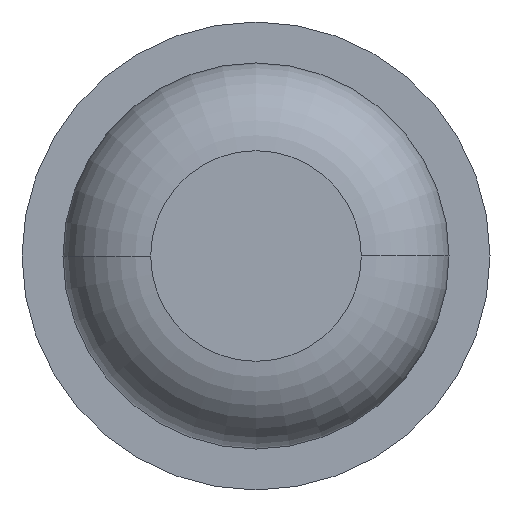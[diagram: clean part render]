
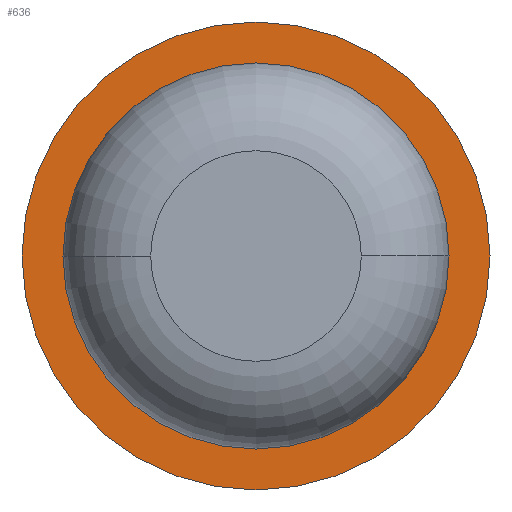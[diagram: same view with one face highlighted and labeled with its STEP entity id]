
A CAD part, front view. The second image highlights one B-rep face of the part: STEP entity #636.
In plain terms, the highlighted planar face has unit normal (0, -1, 0).
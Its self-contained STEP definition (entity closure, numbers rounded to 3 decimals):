
#5 = DIRECTION ( 'NONE',  ( 0., 1., 0. ) ) ;
#91 = VERTEX_POINT ( 'NONE', #1377 ) ;
#408 = DIRECTION ( 'NONE',  ( 0., 1., 0. ) ) ;
#518 = DIRECTION ( 'NONE',  ( 0., 1., 0. ) ) ;
#539 = ORIENTED_EDGE ( 'NONE', *, *, #1712, .F. ) ;
#636 = ADVANCED_FACE ( 'Defeature ausgef�hrt1_7', ( #857, #658 ), #3947, .F. ) ;
#658 = FACE_BOUND ( 'NONE', #3733, .T. ) ;
#668 = AXIS2_PLACEMENT_3D ( 'NONE', #2056, #5, #3357 ) ;
#729 = EDGE_CURVE ( 'Defeature ausgef�hrt1_7+Defeature ausgef�hrt1_0+Defeature ausgef�hrt1_0+Defeature ausgef�hrt1_0', #1891, #2916, #1394, .T. ) ;
#730 = DIRECTION ( 'NONE',  ( -1., 0., 0. ) ) ;
#853 = DIRECTION ( 'NONE',  ( -1., 0., 0. ) ) ;
#857 = FACE_OUTER_BOUND ( 'NONE', #1143, .T. ) ;
#1143 = EDGE_LOOP ( 'NONE', ( #539, #1822 ) ) ;
#1377 = CARTESIAN_POINT ( 'NONE',  ( -1., -6., 0. ) ) ;
#1394 = CIRCLE ( 'NONE', #2751, 0.825 ) ;
#1405 = EDGE_CURVE ( 'Defeature ausgef�hrt1_7+Defeature ausgef�hrt1_0+Defeature ausgef�hrt1_0+Defeature ausgef�hrt1_0', #2916, #1891, #2064, .T. ) ;
#1492 = ORIENTED_EDGE ( 'NONE', *, *, #1405, .T. ) ;
#1573 = VERTEX_POINT ( 'NONE', #2726 ) ;
#1712 = EDGE_CURVE ( 'Defeature ausgef�hrt1_8+Defeature ausgef�hrt1_7+Defeature ausgef�hrt1_7+Defeature ausgef�hrt1_7', #91, #1573, #3037, .T. ) ;
#1822 = ORIENTED_EDGE ( 'NONE', *, *, #2907, .F. ) ;
#1891 = VERTEX_POINT ( 'NONE', #3811 ) ;
#2056 = CARTESIAN_POINT ( 'NONE',  ( 0.825, -6., 0. ) ) ;
#2064 = CIRCLE ( 'NONE', #2079, 0.825 ) ;
#2079 = AXIS2_PLACEMENT_3D ( 'NONE', #3624, #3656, #2664 ) ;
#2372 = CARTESIAN_POINT ( 'NONE',  ( 0., -6., 0. ) ) ;
#2384 = AXIS2_PLACEMENT_3D ( 'NONE', #3461, #518, #853 ) ;
#2428 = CARTESIAN_POINT ( 'NONE',  ( -0.825, -6., 0. ) ) ;
#2664 = DIRECTION ( 'NONE',  ( -1., 0., 0. ) ) ;
#2726 = CARTESIAN_POINT ( 'NONE',  ( 1., -6., 0. ) ) ;
#2748 = DIRECTION ( 'NONE',  ( -1., 0., 0. ) ) ;
#2751 = AXIS2_PLACEMENT_3D ( 'NONE', #3043, #3798, #2748 ) ;
#2907 = EDGE_CURVE ( 'Defeature ausgef�hrt1_8+Defeature ausgef�hrt1_7+Defeature ausgef�hrt1_7+Defeature ausgef�hrt1_7', #1573, #91, #4225, .T. ) ;
#2916 = VERTEX_POINT ( 'NONE', #2428 ) ;
#2975 = AXIS2_PLACEMENT_3D ( 'NONE', #2372, #408, #730 ) ;
#3037 = CIRCLE ( 'NONE', #2384, 1. ) ;
#3043 = CARTESIAN_POINT ( 'NONE',  ( 0., -6., 0. ) ) ;
#3357 = DIRECTION ( 'NONE',  ( -1., 0., 0. ) ) ;
#3461 = CARTESIAN_POINT ( 'NONE',  ( 0., -6., 0. ) ) ;
#3624 = CARTESIAN_POINT ( 'NONE',  ( 0., -6., 0. ) ) ;
#3656 = DIRECTION ( 'NONE',  ( 0., 1., 0. ) ) ;
#3733 = EDGE_LOOP ( 'NONE', ( #1492, #4101 ) ) ;
#3798 = DIRECTION ( 'NONE',  ( 0., 1., 0. ) ) ;
#3811 = CARTESIAN_POINT ( 'NONE',  ( 0.825, -6., 0. ) ) ;
#3947 = PLANE ( 'NONE',  #668 ) ;
#4101 = ORIENTED_EDGE ( 'NONE', *, *, #729, .T. ) ;
#4225 = CIRCLE ( 'NONE', #2975, 1. ) ;
